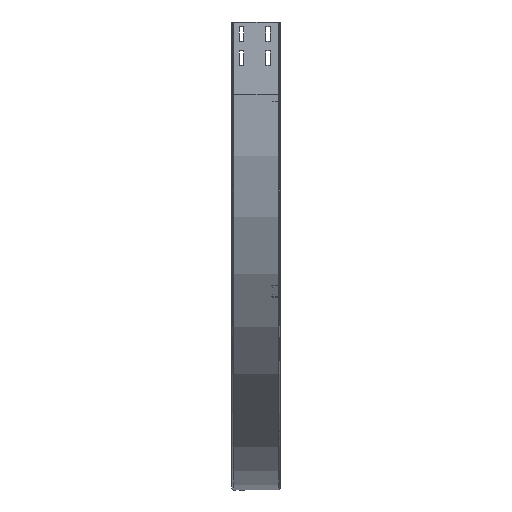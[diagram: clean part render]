
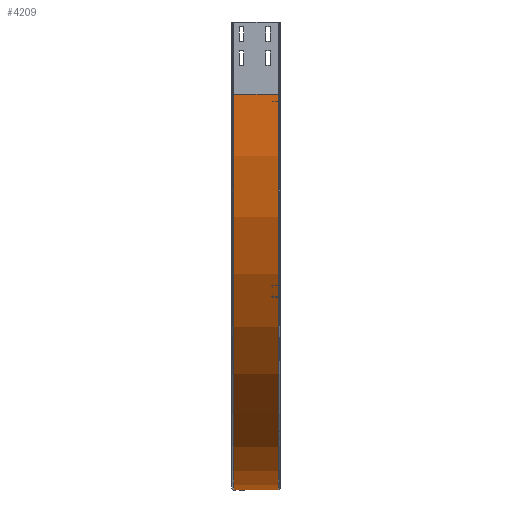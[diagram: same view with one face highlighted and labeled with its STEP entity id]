
A CAD part, left-side view. The second image highlights one B-rep face of the part: STEP entity #4209.
In plain terms, the highlighted cylindrical face has radius 820 mm (diameter 1640 mm), a partial arc.
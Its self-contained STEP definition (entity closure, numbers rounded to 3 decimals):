
#172=CIRCLE('',#4591,820.);
#174=CIRCLE('',#4594,820.);
#227=CYLINDRICAL_SURFACE('',#4593,820.);
#391=FACE_OUTER_BOUND('',#657,.T.);
#657=EDGE_LOOP('',(#3409,#3410,#3411,#3412));
#1061=LINE('',#6593,#1553);
#1085=LINE('',#6680,#1577);
#1553=VECTOR('',#5375,10.);
#1577=VECTOR('',#5477,10.);
#1967=VERTEX_POINT('',#6586);
#1969=VERTEX_POINT('',#6592);
#1992=VERTEX_POINT('',#6674);
#1993=VERTEX_POINT('',#6678);
#2447=EDGE_CURVE('',#1967,#1969,#1061,.T.);
#2488=EDGE_CURVE('',#1992,#1967,#172,.T.);
#2490=EDGE_CURVE('',#1993,#1969,#174,.T.);
#2491=EDGE_CURVE('',#1993,#1992,#1085,.T.);
#3409=ORIENTED_EDGE('',*,*,#2447,.T.);
#3410=ORIENTED_EDGE('',*,*,#2490,.F.);
#3411=ORIENTED_EDGE('',*,*,#2491,.T.);
#3412=ORIENTED_EDGE('',*,*,#2488,.T.);
#4209=ADVANCED_FACE('',(#391),#227,.T.);
#4591=AXIS2_PLACEMENT_3D('',#6675,#5469,#5470);
#4593=AXIS2_PLACEMENT_3D('',#6677,#5473,#5474);
#4594=AXIS2_PLACEMENT_3D('',#6679,#5475,#5476);
#5375=DIRECTION('',(0.,-1.,0.));
#5469=DIRECTION('center_axis',(0.,-1.,0.));
#5470=DIRECTION('ref_axis',(-1.,0.,0.));
#5473=DIRECTION('center_axis',(0.,-1.,0.));
#5474=DIRECTION('ref_axis',(-1.,0.,0.));
#5475=DIRECTION('center_axis',(0.,-1.,0.));
#5476=DIRECTION('ref_axis',(-1.,0.,0.));
#5477=DIRECTION('',(0.,1.,0.));
#6586=CARTESIAN_POINT('',(789.,96.,-820.));
#6592=CARTESIAN_POINT('',(789.,4.,-820.));
#6593=CARTESIAN_POINT('',(789.,96.,-820.));
#6674=CARTESIAN_POINT('',(-31.,96.,0.));
#6675=CARTESIAN_POINT('Origin',(789.,96.,0.));
#6677=CARTESIAN_POINT('Origin',(789.,45.192,0.));
#6678=CARTESIAN_POINT('',(-31.,4.,0.));
#6679=CARTESIAN_POINT('Origin',(789.,4.,0.));
#6680=CARTESIAN_POINT('',(-31.,109.048,0.));
